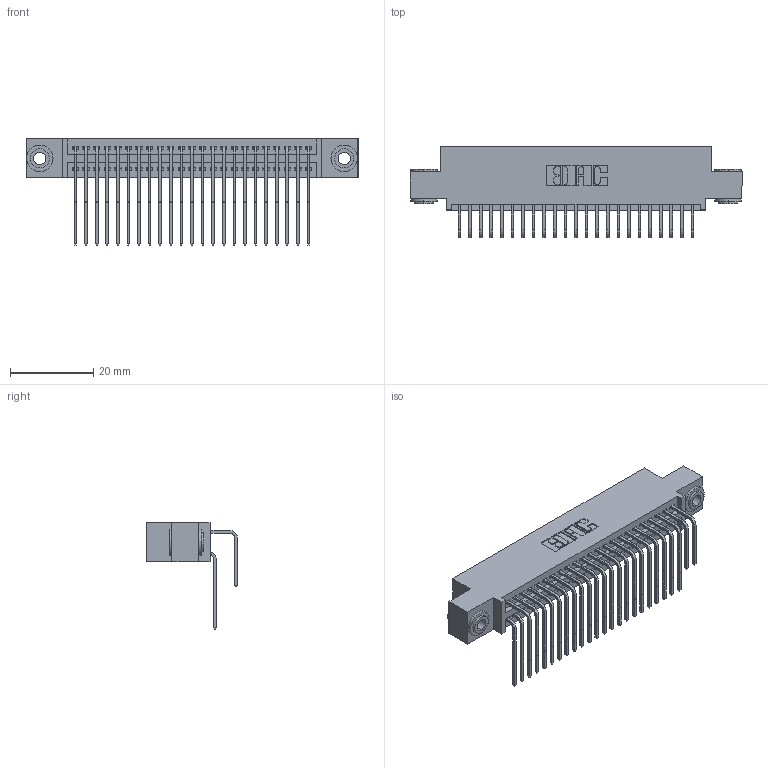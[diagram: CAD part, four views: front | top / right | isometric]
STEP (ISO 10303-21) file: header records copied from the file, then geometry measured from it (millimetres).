
FILE_DESCRIPTION (( 'STEP AP203' ), '1' );
FILE_NAME ('345-046-558-503.STEP', '2018-09-10T05:07:32', ( '' ), ( '' ), 'SwSTEP 2.0', 'SolidWorks 2016', '' );
FILE_SCHEMA (( 'CONFIG_CONTROL_DESIGN' ));
Length unit declared in the file: inch
Products named in the file (5): 345-250-002_345-250-002-102; 345-046-558-503; 345 Part_0.110 Offset - 0.156 Dia-TH; 345-292-001_558 559 Tail - 1; 345-292-001_558 Tail - 2
Assembly tree (49 placements, depth 2):
  345-046-558-503
    345 Part_0.110 Offset - 0.156 Dia-TH
    345-292-001_558 559 Tail - 1  x23
    345-292-001_558 Tail - 2  x23
    345-250-002_345-250-002-102  x2
Bounding box: 79.63 x 21.83 x 25.53 mm (x, y, z)
Volume: 7770.3 mm3; surface area: 12663.3 mm2
Topology: 49 solids, 49 shells, 2560 faces, 7559 edges, 4974 vertices
Faces by surface type: plane 1704, cylinder 848, cone 8
Entity records: 23038 total; most frequent: CARTESIAN_POINT 3902, ORIENTED_EDGE 3778, DIRECTION 3467, EDGE_CURVE 1889, VECTOR 1601, LINE 1601, VERTEX_POINT 1254, AXIS2_PLACEMENT_3D 933
